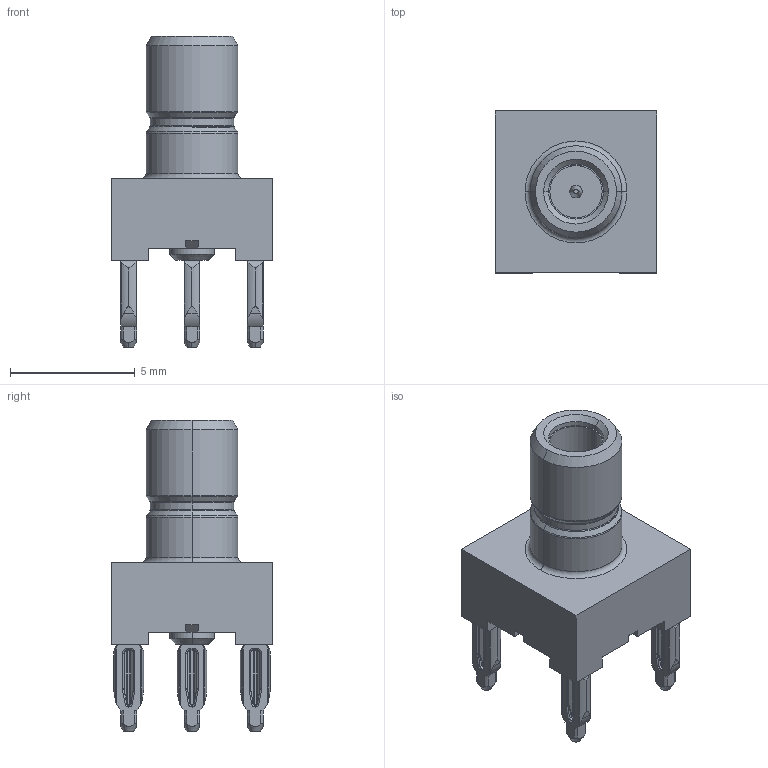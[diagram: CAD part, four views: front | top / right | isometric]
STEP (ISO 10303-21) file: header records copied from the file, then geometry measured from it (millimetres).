
FILE_DESCRIPTION (( 'STEP AP214' ), '1' );
FILE_NAME ('J01160A0431.STEP', '2018-09-20T09:33:41', ( '' ), ( '' ), 'SwSTEP 2.0', 'SolidWorks 2017', '' );
FILE_SCHEMA (( 'AUTOMOTIVE_DESIGN' ));
Length unit declared in the file: millimetre
Products named in the file (1): J01160A0431
Bounding box: 6.5 x 6.5 x 12.5 mm (x, y, z)
Volume: 184.6 mm3; surface area: 365.1 mm2
Topology: 1 solids, 2 shells, 644 faces, 1524 edges, 884 vertices
Faces by surface type: cylinder 299, plane 173, torus 70, sphere 40, bspline 40, cone 22
Entity records: 25889 total; most frequent: CARTESIAN_POINT 4499, DIRECTION 3066, ORIENTED_EDGE 3008, EDGE_CURVE 1504, AXIS2_PLACEMENT_3D 1191, VERTEX_POINT 884, LINE 684, VECTOR 684
